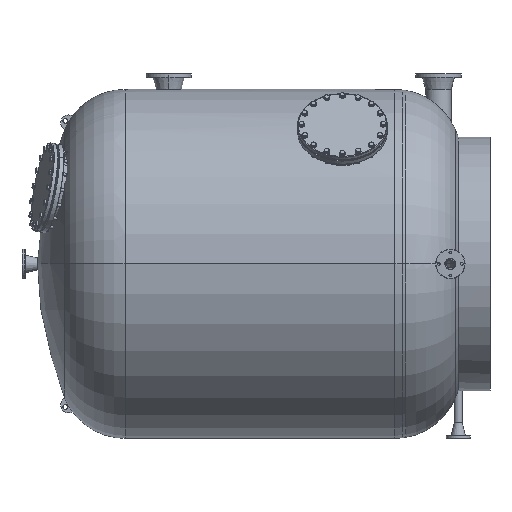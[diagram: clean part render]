
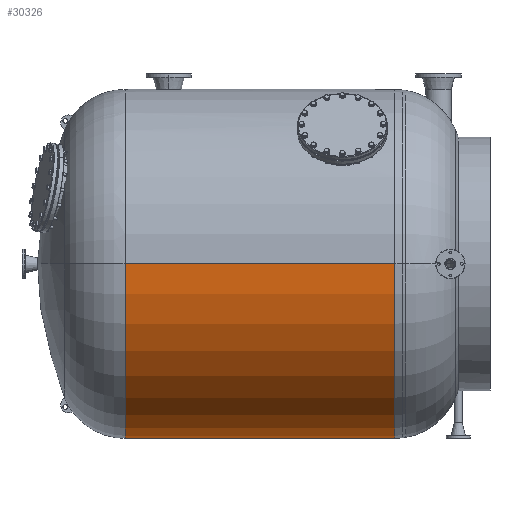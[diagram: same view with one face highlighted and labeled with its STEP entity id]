
A CAD part, left-side view. The second image highlights one B-rep face of the part: STEP entity #30326.
In plain terms, the highlighted cylindrical face has radius 1100 mm (diameter 2200 mm), a partial arc.
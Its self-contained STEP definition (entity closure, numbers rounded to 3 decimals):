
#904 = EDGE_CURVE ( 'NONE', #23699, #20622, #17787, .T. ) ;
#1976 = EDGE_CURVE ( 'NONE', #27267, #20622, #59129, .T. ) ;
#2688 = CARTESIAN_POINT ( 'NONE',  ( 1003.778, -668.046, 29.066 ) ) ;
#3515 = DIRECTION ( 'NONE',  ( 0., 1., 0. ) ) ;
#6706 = DIRECTION ( 'NONE',  ( 0., 1., 0. ) ) ;
#9798 = VERTEX_POINT ( 'NONE', #2688 ) ;
#10970 = AXIS2_PLACEMENT_3D ( 'NONE', #43281, #20402, #15813 ) ;
#11844 = ORIENTED_EDGE ( 'NONE', *, *, #47446, .F. ) ;
#13788 = DIRECTION ( 'NONE',  ( 0., 1., 0. ) ) ;
#14592 = ORIENTED_EDGE ( 'NONE', *, *, #904, .T. ) ;
#15508 = FACE_OUTER_BOUND ( 'NONE', #26039, .T. ) ;
#15813 = DIRECTION ( 'NONE',  ( -1., 0., 0. ) ) ;
#16950 = ORIENTED_EDGE ( 'NONE', *, *, #45312, .T. ) ;
#17787 = LINE ( 'NONE', #45194, #46218 ) ;
#17995 = ORIENTED_EDGE ( 'NONE', *, *, #1976, .F. ) ;
#20402 = DIRECTION ( 'NONE',  ( 0., 1., 0. ) ) ;
#20622 = VERTEX_POINT ( 'NONE', #51059 ) ;
#21845 = DIRECTION ( 'NONE',  ( -1., 0., 0. ) ) ;
#23699 = VERTEX_POINT ( 'NONE', #53600 ) ;
#26039 = EDGE_LOOP ( 'NONE', ( #11844, #16950, #14592, #17995 ) ) ;
#27267 = VERTEX_POINT ( 'NONE', #44074 ) ;
#28663 = AXIS2_PLACEMENT_3D ( 'NONE', #53361, #6706, #34131 ) ;
#30326 = ADVANCED_FACE ( 'NONE', ( #15508 ), #52103, .T. ) ;
#31221 = LINE ( 'NONE', #41581, #36394 ) ;
#32810 = AXIS2_PLACEMENT_3D ( 'NONE', #54181, #3515, #21845 ) ;
#34131 = DIRECTION ( 'NONE',  ( -1., 0., 0. ) ) ;
#36394 = VECTOR ( 'NONE', #13788, 1000. ) ;
#37348 = CIRCLE ( 'NONE', #28663, 1100. ) ;
#41581 = CARTESIAN_POINT ( 'NONE',  ( 1003.778, 1581.954, 29.066 ) ) ;
#43281 = CARTESIAN_POINT ( 'NONE',  ( -96.222, 1581.954, 29.066 ) ) ;
#44074 = CARTESIAN_POINT ( 'NONE',  ( 1003.778, 1031.954, 29.066 ) ) ;
#45194 = CARTESIAN_POINT ( 'NONE',  ( -1196.222, 1581.954, 29.066 ) ) ;
#45312 = EDGE_CURVE ( 'NONE', #9798, #23699, #37348, .T. ) ;
#46218 = VECTOR ( 'NONE', #50674, 1000. ) ;
#47446 = EDGE_CURVE ( 'NONE', #9798, #27267, #31221, .T. ) ;
#50674 = DIRECTION ( 'NONE',  ( 0., 1., 0. ) ) ;
#51059 = CARTESIAN_POINT ( 'NONE',  ( -1196.222, 1031.954, 29.066 ) ) ;
#52103 = CYLINDRICAL_SURFACE ( 'NONE', #10970, 1100. ) ;
#53361 = CARTESIAN_POINT ( 'NONE',  ( -96.222, -668.046, 29.066 ) ) ;
#53600 = CARTESIAN_POINT ( 'NONE',  ( -1196.222, -668.046, 29.066 ) ) ;
#54181 = CARTESIAN_POINT ( 'NONE',  ( -96.222, 1031.954, 29.066 ) ) ;
#59129 = CIRCLE ( 'NONE', #32810, 1100. ) ;
